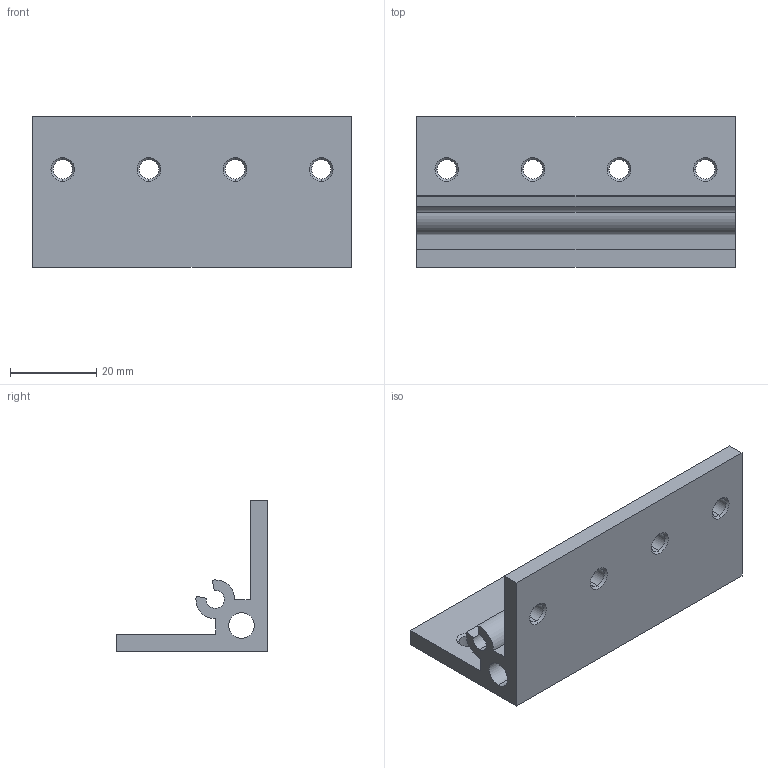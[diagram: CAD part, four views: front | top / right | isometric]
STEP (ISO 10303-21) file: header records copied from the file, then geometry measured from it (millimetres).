
FILE_DESCRIPTION (( 'STEP AP214' ), '1' );
FILE_NAME ('SNSD.30.52.23. Óãëîâîé àëþìèíèåâûé ñîåäèíèòåëü 20õ80, ïàç 6(H08).STEP', '2015-01-13T08:43:31', ( 'XTreme.ws' ), ( 'XTreme.ws' ), 'SwSTEP 2.0', 'SolidWorks 2014', '' );
FILE_SCHEMA (( 'AUTOMOTIVE_DESIGN' ));
Length unit declared in the file: millimetre
Products named in the file (2): SNSD.30.52.23. Óãëîâîé àëþìèíèåâûé ñîåäèíèòåëü 20õ80, ïàç 6(H08)
Bounding box: 74 x 35 x 35 mm (x, y, z)
Volume: 23453.5 mm3; surface area: 14173.2 mm2
Topology: 1 solids, 1 shells, 68 faces, 166 edges, 100 vertices
Faces by surface type: cone 32, cylinder 24, plane 12
Entity records: 2079 total; most frequent: DIRECTION 386, CARTESIAN_POINT 336, ORIENTED_EDGE 332, EDGE_CURVE 166, AXIS2_PLACEMENT_3D 150, VERTEX_POINT 100, LINE 86, EDGE_LOOP 86
